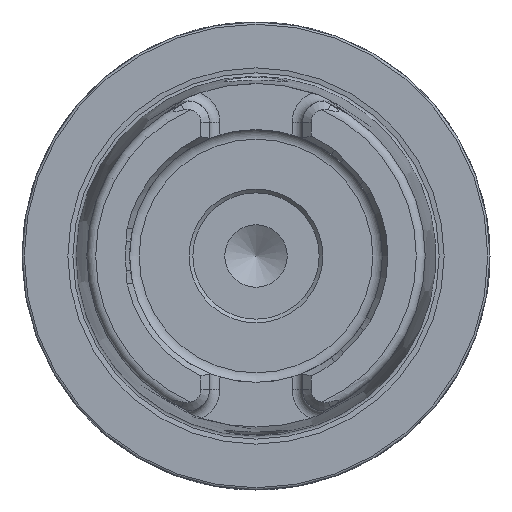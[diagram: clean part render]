
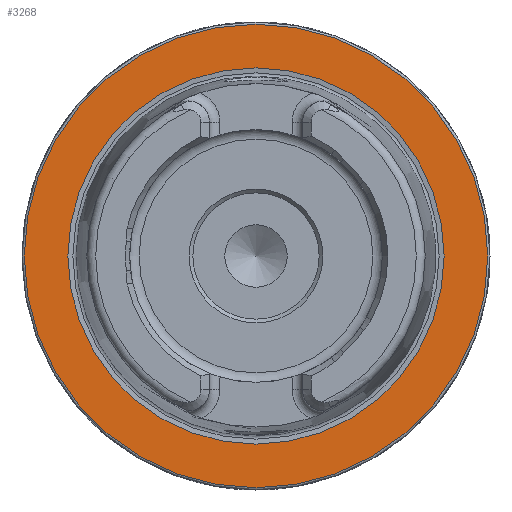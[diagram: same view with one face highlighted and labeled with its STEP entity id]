
A CAD part, left-side view. The second image highlights one B-rep face of the part: STEP entity #3268.
In plain terms, the highlighted planar face has unit normal (-1, 0, 0).
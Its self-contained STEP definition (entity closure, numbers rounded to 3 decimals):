
#267 = CARTESIAN_POINT ( 'NONE',  ( 0., 0., 25.324 ) ) ;
#597 = DIRECTION ( 'NONE',  ( -1., 0., 0. ) ) ;
#1302 = VERTEX_POINT ( 'NONE', #267 ) ;
#1337 = FACE_OUTER_BOUND ( 'NONE', #9546, .T. ) ;
#1972 = AXIS2_PLACEMENT_3D ( 'NONE', #9014, #10389, #4022 ) ;
#3268 = ADVANCED_FACE ( 'NONE', ( #4168, #1337 ), #4901, .F. ) ;
#3673 = CARTESIAN_POINT ( 'NONE',  ( 0., 0., 0. ) ) ;
#4022 = DIRECTION ( 'NONE',  ( 0., 0., -1. ) ) ;
#4168 = FACE_BOUND ( 'NONE', #8882, .T. ) ;
#4363 = EDGE_CURVE ( 'NONE', #1302, #1302, #12103, .T. ) ;
#4758 = DIRECTION ( 'NONE',  ( -1., 0., 0. ) ) ;
#4901 = PLANE ( 'NONE',  #1972 ) ;
#4903 = CARTESIAN_POINT ( 'NONE',  ( 0., 0., 0. ) ) ;
#6976 = DIRECTION ( 'NONE',  ( 0., 0., 1. ) ) ;
#8200 = AXIS2_PLACEMENT_3D ( 'NONE', #3673, #597, #9031 ) ;
#8882 = EDGE_LOOP ( 'NONE', ( #11425 ) ) ;
#9014 = CARTESIAN_POINT ( 'NONE',  ( 0., 31.2, 0. ) ) ;
#9031 = DIRECTION ( 'NONE',  ( 0., 0., 1. ) ) ;
#9546 = EDGE_LOOP ( 'NONE', ( #10335 ) ) ;
#10335 = ORIENTED_EDGE ( 'NONE', *, *, #10477, .T. ) ;
#10389 = DIRECTION ( 'NONE',  ( 1., 0., 0. ) ) ;
#10477 = EDGE_CURVE ( 'NONE', #13748, #13748, #11218, .T. ) ;
#11218 = CIRCLE ( 'NONE', #8200, 31.2 ) ;
#11425 = ORIENTED_EDGE ( 'NONE', *, *, #4363, .F. ) ;
#12103 = CIRCLE ( 'NONE', #12279, 25.324 ) ;
#12279 = AXIS2_PLACEMENT_3D ( 'NONE', #4903, #4758, #6976 ) ;
#12889 = CARTESIAN_POINT ( 'NONE',  ( 0., 0., 31.2 ) ) ;
#13748 = VERTEX_POINT ( 'NONE', #12889 ) ;
